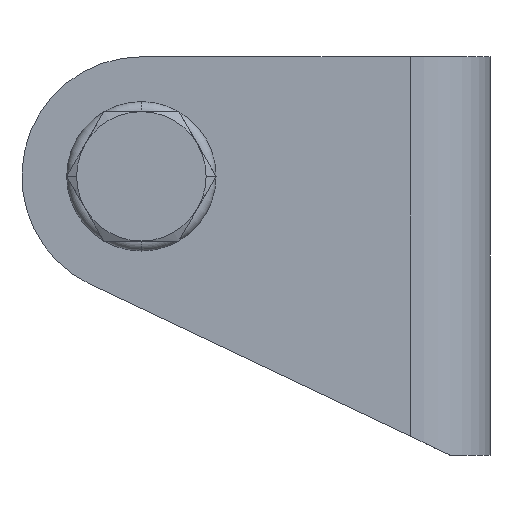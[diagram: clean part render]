
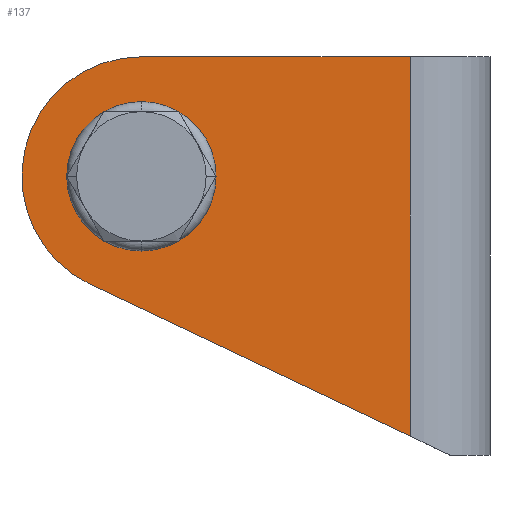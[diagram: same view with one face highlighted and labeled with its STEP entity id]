
A CAD part, left-side view. The second image highlights one B-rep face of the part: STEP entity #137.
In plain terms, the highlighted planar face has unit normal (-1, 0, 0).
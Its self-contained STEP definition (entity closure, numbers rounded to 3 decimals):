
#137=ADVANCED_FACE('',(#339,#340),#341,.T.);
#339=FACE_BOUND('',#555,.T.);
#340=FACE_OUTER_BOUND('',#556,.T.);
#341=PLANE('',#557);
#555=EDGE_LOOP('',(#1246,#1247));
#556=EDGE_LOOP('',(#1248,#1249,#1250,#1251));
#557=AXIS2_PLACEMENT_3D('',#1252,#1253,#1254);
#1246=ORIENTED_EDGE('',*,*,#1520,.T.);
#1247=ORIENTED_EDGE('',*,*,#1354,.T.);
#1248=ORIENTED_EDGE('',*,*,#1535,.T.);
#1249=ORIENTED_EDGE('',*,*,#1549,.F.);
#1250=ORIENTED_EDGE('',*,*,#1550,.F.);
#1251=ORIENTED_EDGE('',*,*,#1551,.F.);
#1252=CARTESIAN_POINT('',(-23.05,19.104,23.168));
#1253=DIRECTION('',(-1.0,0.0,0.));
#1254=DIRECTION('',(0.,0.0,1.0));
#1354=EDGE_CURVE('',#1600,#1598,#1601,.T.);
#1520=EDGE_CURVE('',#1598,#1600,#1860,.T.);
#1535=EDGE_CURVE('',#1879,#1886,#1888,.T.);
#1549=EDGE_CURVE('',#1911,#1886,#1912,.T.);
#1550=EDGE_CURVE('',#1913,#1911,#1914,.T.);
#1551=EDGE_CURVE('',#1879,#1913,#1915,.T.);
#1598=VERTEX_POINT('',#1966);
#1600=VERTEX_POINT('',#1969);
#1601=CIRCLE('',#1970,7.5);
#1860=CIRCLE('',#2562,7.5);
#1879=VERTEX_POINT('',#2587);
#1886=VERTEX_POINT('',#2595);
#1888=LINE('',#2597,#2598);
#1911=VERTEX_POINT('',#2627);
#1912=LINE('',#2628,#2629);
#1913=VERTEX_POINT('',#2630);
#1914=CIRCLE('',#2631,12.0);
#1915=LINE('',#2632,#2633);
#1966=CARTESIAN_POINT('',(-23.05,42.5,28.0));
#1969=CARTESIAN_POINT('',(-23.05,27.5,28.0));
#1970=AXIS2_PLACEMENT_3D('',#2708,#2709,#2710);
#2562=AXIS2_PLACEMENT_3D('',#2996,#2997,#2998);
#2587=CARTESIAN_POINT('',(-23.05,8.0,1.899));
#2595=CARTESIAN_POINT('',(-23.05,8.0,40.0));
#2597=CARTESIAN_POINT('',(-23.05,8.0,20.0));
#2598=VECTOR('',#3027,1.0);
#2627=CARTESIAN_POINT('',(-23.05,35.0,40.0));
#2628=CARTESIAN_POINT('',(-23.05,0.0,40.0));
#2629=VECTOR('',#3055,1.0);
#2630=CARTESIAN_POINT('',(-23.05,40.146,17.16));
#2631=AXIS2_PLACEMENT_3D('',#3056,#3057,#3058);
#2632=CARTESIAN_POINT('',(-23.05,40.146,17.16));
#2633=VECTOR('',#3059,1.0);
#2708=CARTESIAN_POINT('',(-23.05,35.0,28.0));
#2709=DIRECTION('',(1.0,0.0,0.));
#2710=DIRECTION('',(0.0,1.0,0.0));
#2996=CARTESIAN_POINT('',(-23.05,35.0,28.0));
#2997=DIRECTION('',(1.0,0.0,0.));
#2998=DIRECTION('',(0.0,1.0,0.0));
#3027=DIRECTION('',(0.0,0.0,1.0));
#3055=DIRECTION('',(0.0,-1.0,-0.0));
#3056=CARTESIAN_POINT('',(-23.05,35.0,28.0));
#3057=DIRECTION('',(1.0,0.0,0.));
#3058=DIRECTION('',(0.,0.0,1.0));
#3059=DIRECTION('',(0.,0.903,0.429));
